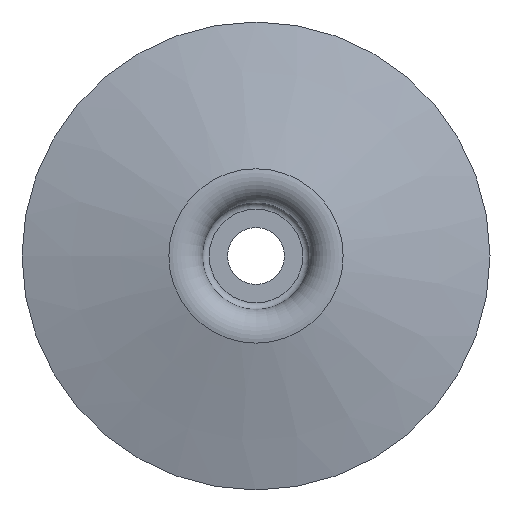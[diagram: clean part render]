
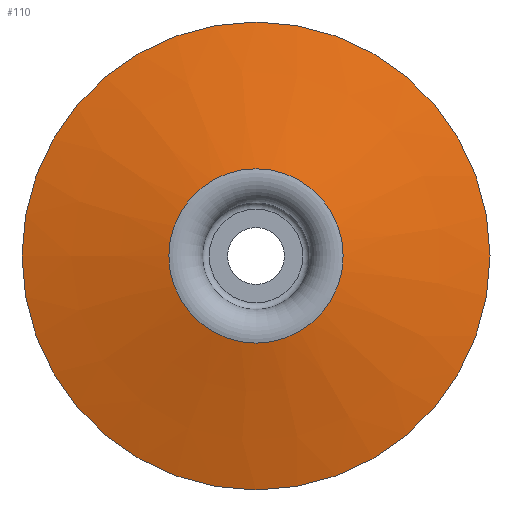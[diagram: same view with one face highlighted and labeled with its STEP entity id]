
A CAD part, top view. The second image highlights one B-rep face of the part: STEP entity #110.
In plain terms, the highlighted conical face has half-angle 74.953 degrees and reference radius 35 mm.
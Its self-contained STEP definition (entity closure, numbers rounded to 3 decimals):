
#101=CONICAL_SURFACE('',#229,35.,74.953);
#110=ADVANCED_FACE('',(#127,#128),#101,.T.);
#127=FACE_BOUND('',#149,.T.);
#128=FACE_BOUND('',#150,.T.);
#149=EDGE_LOOP('',(#171));
#150=EDGE_LOOP('',(#172));
#171=ORIENTED_EDGE('',*,*,#201,.T.);
#172=ORIENTED_EDGE('',*,*,#200,.F.);
#189=VERTEX_POINT('',#300);
#190=VERTEX_POINT('',#303);
#200=EDGE_CURVE('',#189,#189,#211,.T.);
#201=EDGE_CURVE('',#190,#190,#212,.T.);
#211=CIRCLE('',#226,35.);
#212=CIRCLE('',#228,13.038);
#226=AXIS2_PLACEMENT_3D('',#299,#257,#258);
#228=AXIS2_PLACEMENT_3D('',#302,#261,#262);
#229=AXIS2_PLACEMENT_3D('',#304,#263,#264);
#257=DIRECTION('',(0.,0.,-1.));
#258=DIRECTION('',(-1.,0.,0.));
#261=DIRECTION('',(0.,0.,-1.));
#262=DIRECTION('',(-1.,0.,0.));
#263=DIRECTION('',(0.,0.,-1.));
#264=DIRECTION('',(-1.,0.,0.));
#299=CARTESIAN_POINT('',(0.,0.,0.159));
#300=CARTESIAN_POINT('',(-35.,0.,0.159));
#302=CARTESIAN_POINT('',(0.,0.,6.063));
#303=CARTESIAN_POINT('',(-13.038,0.,6.063));
#304=CARTESIAN_POINT('',(0.,0.,0.159));
